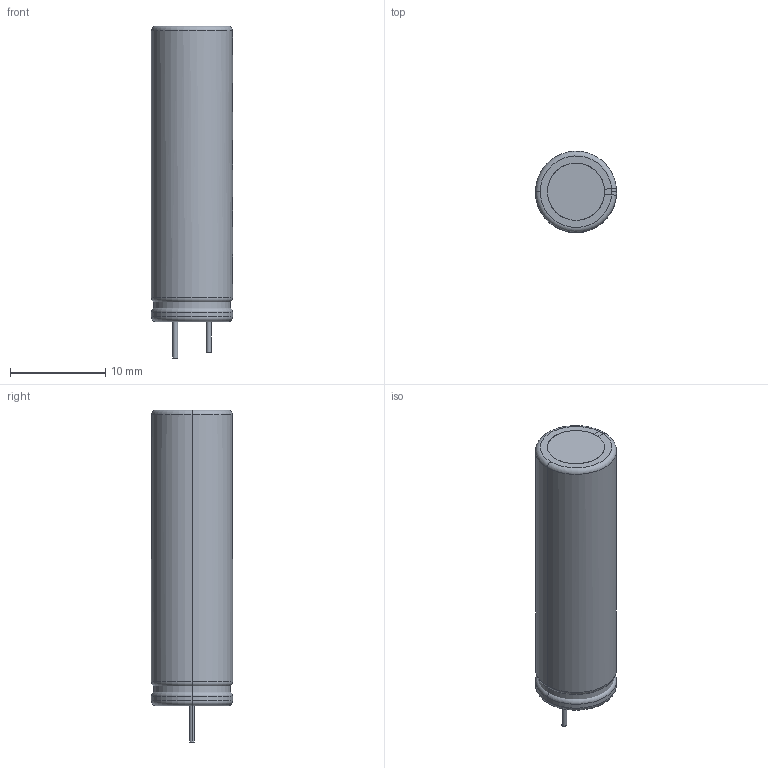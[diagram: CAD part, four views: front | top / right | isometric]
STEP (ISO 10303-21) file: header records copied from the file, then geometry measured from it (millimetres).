
FILE_DESCRIPTION((''),'2;1');
FILE_NAME('CAPPR350-850X3100.stp','2009-03-04T10:19:10',(''),(''),'Mechanical Desktop 2006','Mechanical Desktop 2006',', , ');
FILE_SCHEMA(('AUTOMOTIVE_DESIGN { 1 2 10303 214 0 1 1 1 }'));
Length unit declared in the file: millimetre
Products named in the file (1): Product
Bounding box: 8.5 x 8.5 x 34.8 mm (x, y, z)
Volume: 1827 mm3; surface area: 1349.3 mm2
Topology: 11 solids, 11 shells, 106 faces, 242 edges, 158 vertices
Faces by surface type: plane 52, cylinder 44, torus 10
Entity records: 3083 total; most frequent: DIRECTION 584, CARTESIAN_POINT 507, ORIENTED_EDGE 484, EDGE_CURVE 242, AXIS2_PLACEMENT_3D 235, VERTEX_POINT 158, CIRCLE 128, VECTOR 114
